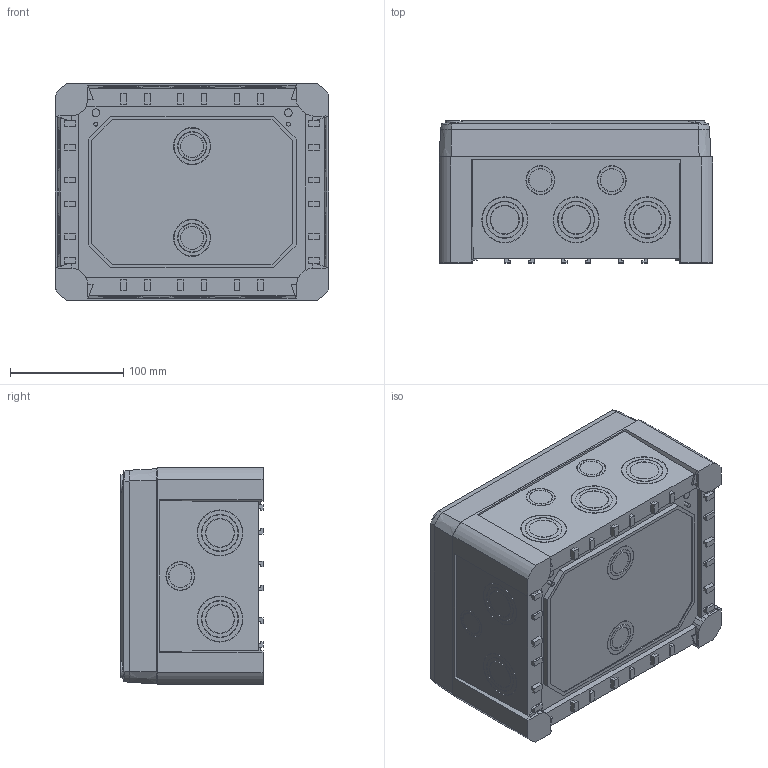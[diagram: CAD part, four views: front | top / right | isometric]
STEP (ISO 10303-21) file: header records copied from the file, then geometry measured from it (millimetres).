
FILE_DESCRIPTION (( 'STEP AP214' ), '1' );
FILE_NAME ('2005210.STP', '2020-09-16T06:46:55', ( '' ), ( '' ), 'SwSTEP 2.0', 'SolidWorks 2020', '' );
FILE_SCHEMA (( 'AUTOMOTIVE_DESIGN' ));
Length unit declared in the file: millimetre
Products named in the file (16): 115855_5x gray; 037243_Standard; 077121_S925BC-10-JB-LGR; 2005210; 018602_ISO 7049 - 3,5 x 9,5 F-Z; 037240_Standard; 113231_Standard; 091320_Lang, rechts; 051959_Standard; 092860_S925-lang; 091320_Lang, links; 087700_Standard
Assembly tree (23 placements, depth 4):
  2005210
    077121_S925BC-10-JB-LGR
    113231_Standard
      051959_Standard
    087700_Standard  x4
    115855_5x gray
      091320_Lang, links
      091320_Lang, rechts
      092860_S925-lang
      037243_Standard
        037240_Standard
      037243_Standard
        037240_Standard
      037243_Standard
        037240_Standard
      018602_ISO 7049 - 3,5 x 9,5 F-Z  x2
      037243_Standard
        037240_Standard
      037243_Standard
        037240_Standard
Bounding box: 241.58 x 125.41 x 191 mm (x, y, z)
Volume: 960633.7 mm3; surface area: 453240 mm2
Topology: 16 solids, 21 shells, 1102 faces, 2835 edges, 1951 vertices
Faces by surface type: plane 776, cylinder 244, cone 48, bspline 26, torus 4, sphere 4
Entity records: 34011 total; most frequent: CARTESIAN_POINT 12456, ORIENTED_EDGE 4322, DIRECTION 4295, EDGE_CURVE 2161, VERTEX_POINT 1449, AXIS2_PLACEMENT_3D 1434, LINE 1427, VECTOR 1427
